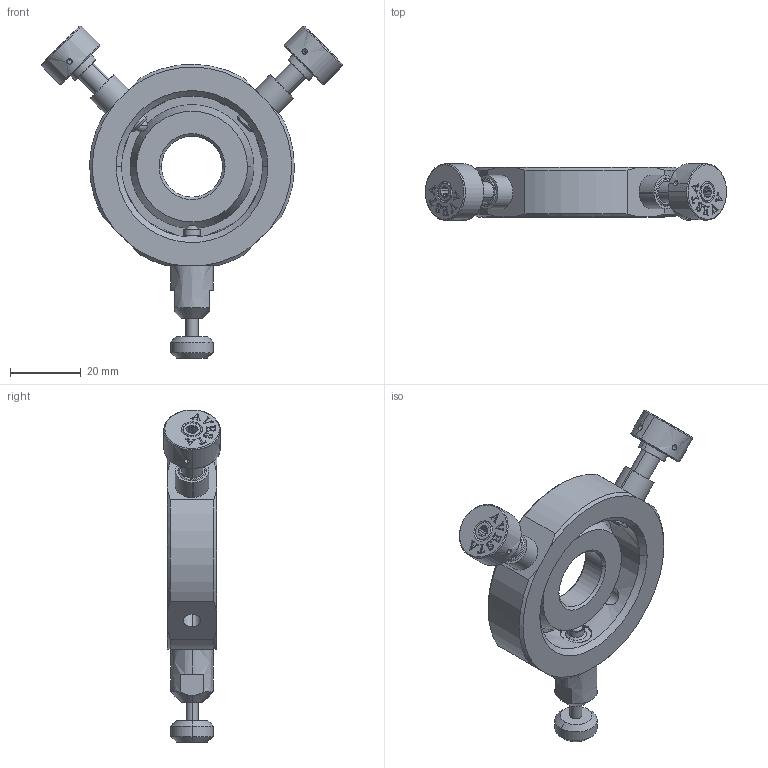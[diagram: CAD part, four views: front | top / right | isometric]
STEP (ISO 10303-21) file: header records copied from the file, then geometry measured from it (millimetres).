
FILE_DESCRIPTION(/* description */ (''),/* implementation_level */ '2;1');
FILE_NAME(/* name */ 'MM-YZ-~1',/* time_stamp */ '2021-08-20T16:37:02+03:00',/* author */ (''),/* organization */ (''),/* preprocessor_version */ 'ST-DEVELOPER v15',/* originating_system */ '',/* authorisation */ '');
FILE_SCHEMA (('AUTOMOTIVE_DESIGN'));
Length unit declared in the file: millimetre
Products named in the file (4): Document; MM-YZ-RMS; MM-YZ-RMS_Substitute_1; Block 01
Assembly tree (3 placements, depth 4):
  Document
    MM-YZ-RMS
      MM-YZ-RMS_Substitute_1
        Block 01
Bounding box: 85.29 x 16 x 94.03 mm (x, y, z)
Volume: 29369.3 mm3; surface area: 18976.5 mm2
Topology: 12 solids, 15 shells, 582 faces, 1567 edges, 1030 vertices
Faces by surface type: bspline 582
Entity records: 39287 total; most frequent: CARTESIAN_POINT 19263, B_SPLINE_CURVE_WITH_KNOTS 4045, ORIENTED_EDGE 3100, PCURVE 3100, DEFINITIONAL_REPRESENTATION 3100, SURFACE_CURVE 1553, EDGE_CURVE 1553, VERTEX_POINT 1030
